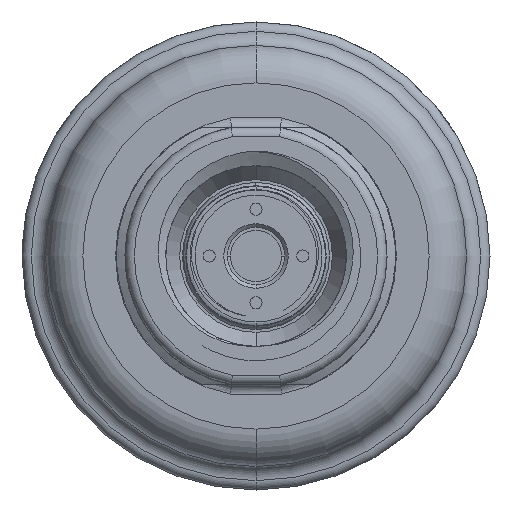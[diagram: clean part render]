
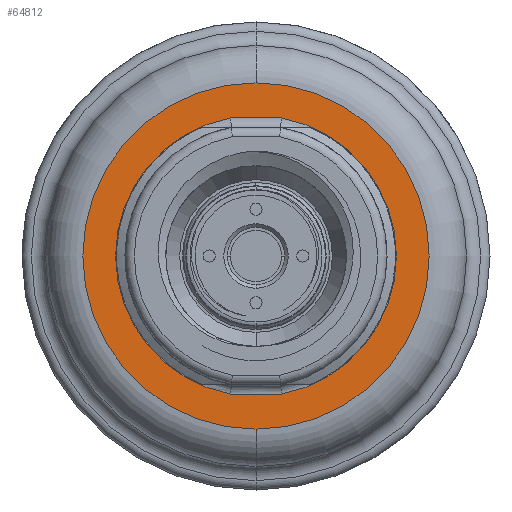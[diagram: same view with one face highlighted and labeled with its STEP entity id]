
A CAD part, front view. The second image highlights one B-rep face of the part: STEP entity #64812.
In plain terms, the highlighted planar face has unit normal (0, -1, 0).
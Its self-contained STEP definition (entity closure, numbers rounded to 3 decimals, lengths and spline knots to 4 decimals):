
#771=CARTESIAN_POINT('',(0.,-0.1575,0.));
#772=DIRECTION('',(0.,-1.,0.));
#773=DIRECTION('',(0.,0.,-1.));
#774=AXIS2_PLACEMENT_3D('',#771,#772,#773);
#776=CARTESIAN_POINT('',(0.,-0.1575,0.));
#777=DIRECTION('',(0.,-1.,0.));
#778=DIRECTION('',(0.,0.,1.));
#779=AXIS2_PLACEMENT_3D('',#776,#777,#778);
#781=CARTESIAN_POINT('',(0.,-0.1575,0.));
#782=DIRECTION('',(0.,-1.,0.));
#783=DIRECTION('',(-0.182,0.,0.983));
#784=AXIS2_PLACEMENT_3D('',#781,#782,#783);
#786=DIRECTION('',(1.,0.,0.));
#787=VECTOR('',#786,0.2147);
#788=CARTESIAN_POINT('',(-0.1074,-0.1575,
-0.5807));
#789=LINE('',#788,#787);
#790=CARTESIAN_POINT('',(0.,-0.1575,0.));
#791=DIRECTION('',(0.,-1.,0.));
#792=DIRECTION('',(0.182,0.,-0.983));
#793=AXIS2_PLACEMENT_3D('',#790,#791,#792);
#795=DIRECTION('',(-1.,0.,0.));
#796=VECTOR('',#795,0.2147);
#797=CARTESIAN_POINT('',(0.1074,-0.1575,
0.5807));
#798=LINE('',#797,#796);
#59862=CARTESIAN_POINT('',(-0.1074,-0.1575,
0.5807));
#59863=CARTESIAN_POINT('',(-0.1074,-0.1575,
-0.5807));
#59864=VERTEX_POINT('',#59862);
#59865=VERTEX_POINT('',#59863);
#59870=CARTESIAN_POINT('',(0.1074,-0.1575,
-0.5807));
#59871=CARTESIAN_POINT('',(0.1074,-0.1575,
0.5807));
#59872=VERTEX_POINT('',#59870);
#59873=VERTEX_POINT('',#59871);
#60173=CARTESIAN_POINT('',(0.,-0.1575,-0.7283));
#60174=CARTESIAN_POINT('',(0.,-0.1575,0.7283));
#60175=VERTEX_POINT('',#60173);
#60176=VERTEX_POINT('',#60174);
#64792=CARTESIAN_POINT('',(0.,-0.1575,0.));
#64793=DIRECTION('',(0.,-1.,0.));
#64794=DIRECTION('',(0.,0.,1.));
#64795=AXIS2_PLACEMENT_3D('',#64792,#64793,#64794);
#64796=PLANE('',#64795);
#64797=ORIENTED_EDGE('',*,*,#64782,.F.);
#64799=ORIENTED_EDGE('',*,*,#64798,.F.);
#64800=EDGE_LOOP('',(#64797,#64799));
#64801=FACE_OUTER_BOUND('',#64800,.F.);
#64803=ORIENTED_EDGE('',*,*,#64802,.T.);
#64805=ORIENTED_EDGE('',*,*,#64804,.T.);
#64807=ORIENTED_EDGE('',*,*,#64806,.T.);
#64809=ORIENTED_EDGE('',*,*,#64808,.T.);
#64810=EDGE_LOOP('',(#64803,#64805,#64807,#64809));
#64811=FACE_BOUND('',#64810,.F.);
#64812=ADVANCED_FACE('',(#64801,#64811),#64796,.T.);
#775=CIRCLE('',#774,0.7283);
#780=CIRCLE('',#779,0.7283);
#785=CIRCLE('',#784,0.5906);
#794=CIRCLE('',#793,0.5906);
#64782=EDGE_CURVE('',#60175,#60176,#775,.T.);
#64798=EDGE_CURVE('',#60176,#60175,#780,.T.);
#64802=EDGE_CURVE('',#59864,#59865,#785,.T.);
#64804=EDGE_CURVE('',#59865,#59872,#789,.T.);
#64806=EDGE_CURVE('',#59872,#59873,#794,.T.);
#64808=EDGE_CURVE('',#59873,#59864,#798,.T.);
